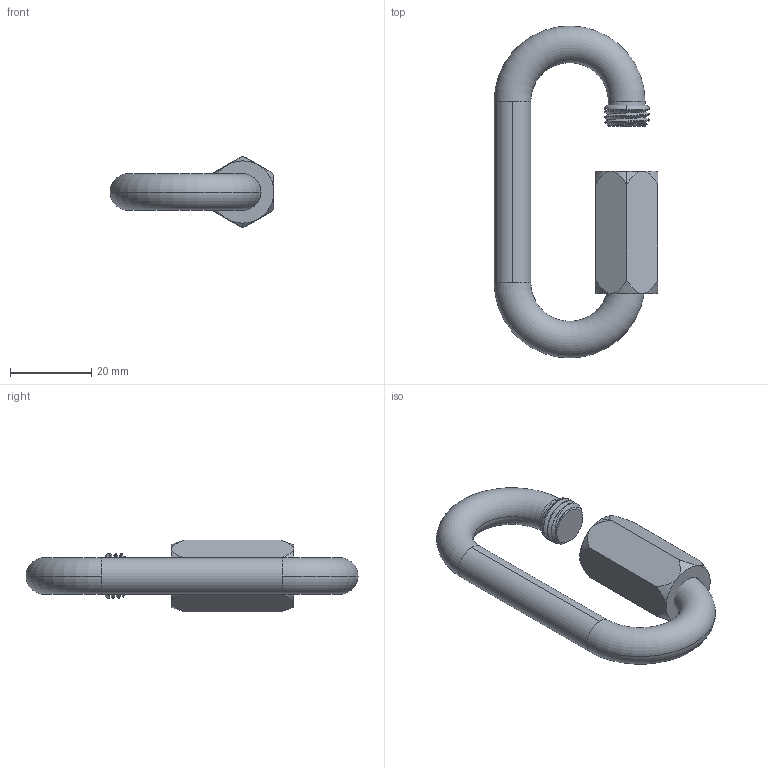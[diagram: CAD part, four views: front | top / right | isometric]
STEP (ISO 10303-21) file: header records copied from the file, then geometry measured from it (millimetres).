
FILE_DESCRIPTION (( 'STEP AP203' ), '1' );
FILE_NAME ('8947T18_Oval-Shaped Threaded Connecting Link.STEP', '2023-02-20T16:34:48', ( 'Administrator' ), ( 'Managed by Terraform' ), 'SwSTEP 2.0', 'SolidWorks 2017', '' );
FILE_SCHEMA (( 'CONFIG_CONTROL_DESIGN' ));
Length unit declared in the file: inch
Products named in the file (1): 8947T18_Oval-Shaped Threaded Connecting Link
Bounding box: 40.2 x 81.5 x 17.67 mm (x, y, z)
Volume: 14785.9 mm3; surface area: 7629.5 mm2
Topology: 2 solids, 2 shells, 52 faces, 123 edges, 75 vertices
Faces by surface type: cone 18, cylinder 14, plane 11, torus 6, bspline 3
Entity records: 2553 total; most frequent: CARTESIAN_POINT 1346, ORIENTED_EDGE 246, DIRECTION 231, EDGE_CURVE 123, AXIS2_PLACEMENT_3D 103, VERTEX_POINT 75, EDGE_LOOP 54, CIRCLE 53
